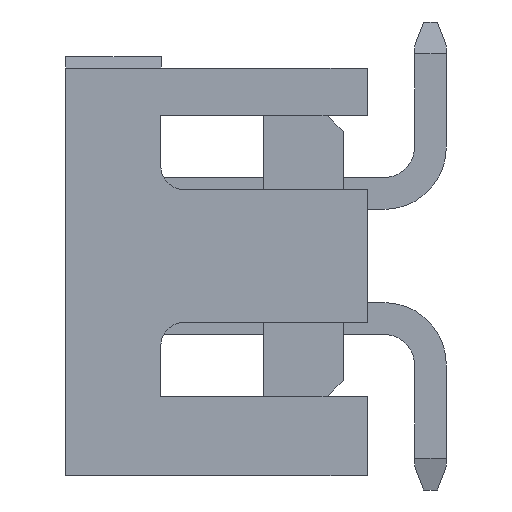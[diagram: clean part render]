
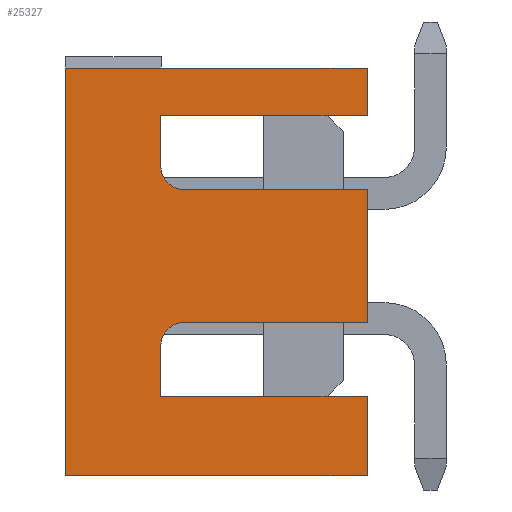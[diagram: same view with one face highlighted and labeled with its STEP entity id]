
A CAD part, left-side view. The second image highlights one B-rep face of the part: STEP entity #25327.
In plain terms, the highlighted planar face has unit normal (-1, 0, 0).
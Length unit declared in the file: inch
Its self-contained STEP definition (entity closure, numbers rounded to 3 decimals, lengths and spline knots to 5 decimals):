
#223=CIRCLE('',#26838,0.015);
#224=CIRCLE('',#26839,0.015);
#7312=ORIENTED_EDGE('',*,*,#10341,.T.);
#7313=ORIENTED_EDGE('',*,*,#11061,.F.);
#7314=ORIENTED_EDGE('',*,*,#11062,.F.);
#7315=ORIENTED_EDGE('',*,*,#11063,.T.);
#7316=ORIENTED_EDGE('',*,*,#11064,.F.);
#7317=ORIENTED_EDGE('',*,*,#10334,.T.);
#7318=ORIENTED_EDGE('',*,*,#11065,.F.);
#7319=ORIENTED_EDGE('',*,*,#11066,.T.);
#7320=ORIENTED_EDGE('',*,*,#11067,.F.);
#7321=ORIENTED_EDGE('',*,*,#10842,.F.);
#7322=ORIENTED_EDGE('',*,*,#11056,.T.);
#7323=ORIENTED_EDGE('',*,*,#11068,.F.);
#7324=ORIENTED_EDGE('',*,*,#11069,.F.);
#7325=ORIENTED_EDGE('',*,*,#11059,.T.);
#10334=EDGE_CURVE('',#12922,#12924,#16049,.T.);
#10341=EDGE_CURVE('',#12932,#12931,#16056,.T.);
#10842=EDGE_CURVE('',#13414,#13415,#16553,.T.);
#11056=EDGE_CURVE('',#13414,#13423,#16767,.T.);
#11059=EDGE_CURVE('',#13425,#12932,#16770,.T.);
#11061=EDGE_CURVE('',#13426,#12931,#16772,.T.);
#11062=EDGE_CURVE('',#13427,#13426,#16773,.T.);
#11063=EDGE_CURVE('',#13427,#13428,#223,.T.);
#11064=EDGE_CURVE('',#12922,#13428,#16774,.T.);
#11065=EDGE_CURVE('',#13429,#12924,#16775,.T.);
#11066=EDGE_CURVE('',#13429,#13430,#224,.T.);
#11067=EDGE_CURVE('',#13415,#13430,#16776,.T.);
#11068=EDGE_CURVE('',#13431,#13423,#16777,.T.);
#11069=EDGE_CURVE('',#13425,#13431,#16778,.T.);
#12922=VERTEX_POINT('',#38817);
#12924=VERTEX_POINT('',#38821);
#12931=VERTEX_POINT('',#38836);
#12932=VERTEX_POINT('',#38838);
#13414=VERTEX_POINT('',#39835);
#13415=VERTEX_POINT('',#39837);
#13423=VERTEX_POINT('',#40265);
#13425=VERTEX_POINT('',#40271);
#13426=VERTEX_POINT('',#40275);
#13427=VERTEX_POINT('',#40277);
#13428=VERTEX_POINT('',#40279);
#13429=VERTEX_POINT('',#40282);
#13430=VERTEX_POINT('',#40284);
#13431=VERTEX_POINT('',#40287);
#16049=LINE('',#38822,#19430);
#16056=LINE('',#38837,#19437);
#16553=LINE('',#39836,#19934);
#16767=LINE('',#40264,#20148);
#16770=LINE('',#40270,#20151);
#16772=LINE('',#40274,#20153);
#16773=LINE('',#40276,#20154);
#16774=LINE('',#40280,#20155);
#16775=LINE('',#40281,#20156);
#16776=LINE('',#40285,#20157);
#16777=LINE('',#40286,#20158);
#16778=LINE('',#40288,#20159);
#19430=VECTOR('',#31894,39.37008);
#19437=VECTOR('',#31903,39.37008);
#19934=VECTOR('',#32438,39.37008);
#20148=VECTOR('',#33064,39.37008);
#20151=VECTOR('',#33069,39.37008);
#20153=VECTOR('',#33073,39.37008);
#20154=VECTOR('',#33074,39.37008);
#20155=VECTOR('',#33077,39.37008);
#20156=VECTOR('',#33078,39.37008);
#20157=VECTOR('',#33081,39.37008);
#20158=VECTOR('',#33082,39.37008);
#20159=VECTOR('',#33083,39.37008);
#21540=EDGE_LOOP('',(#7312,#7313,#7314,#7315,#7316,#7317,#7318,#7319,#7320,
#7321,#7322,#7323,#7324,#7325));
#22905=FACE_BOUND('',#21540,.T.);
#24068=PLANE('',#26837);
#25327=ADVANCED_FACE('',(#22905),#24068,.F.);
#26837=AXIS2_PLACEMENT_3D('',#40273,#33071,#33072);
#26838=AXIS2_PLACEMENT_3D('',#40278,#33075,#33076);
#26839=AXIS2_PLACEMENT_3D('',#40283,#33079,#33080);
#31894=DIRECTION('',(0.,0.,1.));
#31903=DIRECTION('',(0.,0.,1.));
#32438=DIRECTION('',(0.,1.,0.));
#33064=DIRECTION('',(0.,0.,1.));
#33069=DIRECTION('',(0.,-1.,0.));
#33071=DIRECTION('',(1.,0.,0.));
#33072=DIRECTION('',(0.,0.,-1.));
#33073=DIRECTION('',(0.,-1.,0.));
#33074=DIRECTION('',(0.,0.,-1.));
#33075=DIRECTION('',(1.,0.,0.));
#33076=DIRECTION('',(0.,0.,-1.));
#33077=DIRECTION('',(0.,1.,0.));
#33078=DIRECTION('',(0.,-1.,0.));
#33079=DIRECTION('',(1.,0.,0.));
#33080=DIRECTION('',(0.,0.,-1.));
#33081=DIRECTION('',(0.,0.,-1.));
#33082=DIRECTION('',(0.,-1.,0.));
#33083=DIRECTION('',(0.,0.,1.));
#38817=CARTESIAN_POINT('',(-1.18005,0.,-0.0418));
#38821=CARTESIAN_POINT('',(-1.18005,0.,0.0418));
#38822=CARTESIAN_POINT('',(-1.18005,0.,-0.1385));
#38836=CARTESIAN_POINT('',(-1.18005,0.,-0.0885));
#38837=CARTESIAN_POINT('',(-1.18005,0.,-0.1385));
#38838=CARTESIAN_POINT('',(-1.18005,0.,-0.1385));
#39835=CARTESIAN_POINT('',(-1.18005,0.,0.0885));
#39836=CARTESIAN_POINT('',(-1.18005,0.,0.0885));
#39837=CARTESIAN_POINT('',(-1.18005,0.13,0.0885));
#40264=CARTESIAN_POINT('',(-1.18005,0.,-0.1385));
#40265=CARTESIAN_POINT('',(-1.18005,0.,0.1185));
#40270=CARTESIAN_POINT('',(-1.18005,0.19,-0.1385));
#40271=CARTESIAN_POINT('',(-1.18005,0.19,-0.1385));
#40273=CARTESIAN_POINT('',(-1.18005,0.19,-0.1385));
#40274=CARTESIAN_POINT('',(-1.18005,0.13,-0.0885));
#40275=CARTESIAN_POINT('',(-1.18005,0.13,-0.0885));
#40276=CARTESIAN_POINT('',(-1.18005,0.13,-0.0568));
#40277=CARTESIAN_POINT('',(-1.18005,0.13,-0.0568));
#40278=CARTESIAN_POINT('',(-1.18005,0.115,-0.0568));
#40279=CARTESIAN_POINT('',(-1.18005,0.115,-0.0418));
#40280=CARTESIAN_POINT('',(-1.18005,0.,-0.0418));
#40281=CARTESIAN_POINT('',(-1.18005,0.115,0.0418));
#40282=CARTESIAN_POINT('',(-1.18005,0.115,0.0418));
#40283=CARTESIAN_POINT('',(-1.18005,0.115,0.0568));
#40284=CARTESIAN_POINT('',(-1.18005,0.13,0.0568));
#40285=CARTESIAN_POINT('',(-1.18005,0.13,0.0885));
#40286=CARTESIAN_POINT('',(-1.18005,0.19,0.1185));
#40287=CARTESIAN_POINT('',(-1.18005,0.19,0.1185));
#40288=CARTESIAN_POINT('',(-1.18005,0.19,-0.1385));
